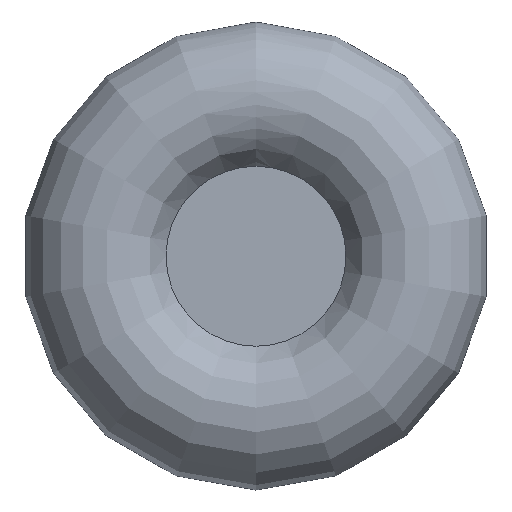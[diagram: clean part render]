
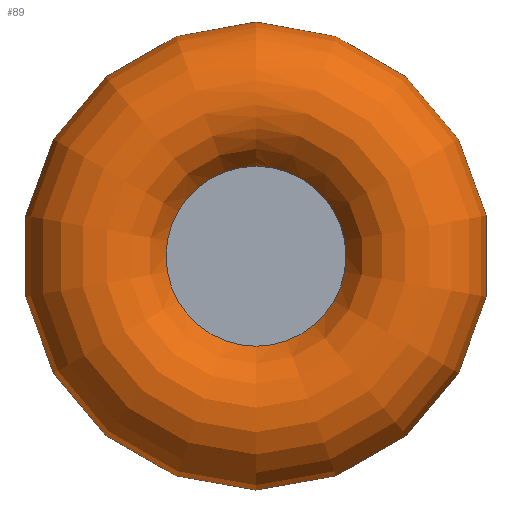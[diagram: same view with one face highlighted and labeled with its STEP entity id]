
A CAD part, left-side view. The second image highlights one B-rep face of the part: STEP entity #89.
In plain terms, the highlighted face is a revolution surface.
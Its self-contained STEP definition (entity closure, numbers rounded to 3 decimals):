
#34=SURFACE_OF_REVOLUTION('',#36,#35);
#35=AXIS1_PLACEMENT('',#617,#399);
#36=B_SPLINE_CURVE_WITH_KNOTS('',3,(#531,#532,#533,#534,#535,#536,#537,
#538,#539,#540,#541,#542,#543,#544,#545,#546,#547,#548,#549,#550,#551,#552,
#553,#554,#555,#556,#557,#558,#559,#560,#561,#562,#563,#564,#565,#566,#567,
#568,#569,#570,#571,#572,#573,#574,#575,#576,#577,#578,#579,#580,#581,#582,
#583,#584,#585,#586,#587,#588,#589,#590,#591,#592,#593,#594,#595,#596,#597,
#598,#599,#600,#601,#602,#603,#604,#605,#606,#607,#608,#609,#610,#611,#612,
#613,#614,#615,#616),.UNSPECIFIED.,.T.,.F.,(2,2,2,2,2,2,2,2,2,2,2,2,2,2,
2,2,2,2,1,2,2,2,2,2,2,2,2,2,2,2,2,2,2,2,1,2,2,2,2,2,2,2,2,2,2,2),(-0.031,
0.,0.031,0.063,0.078,0.094,0.125,0.141,0.156,0.188,0.219,
0.234,0.25,0.281,0.297,0.313,0.344,0.359,0.375,0.391,0.406,
0.438,0.453,0.469,0.5,0.531,0.563,0.578,0.594,0.625,0.656,
0.688,0.719,0.734,0.75,0.766,0.781,0.813,0.844,0.875,0.891,
0.906,0.938,0.969,1.,1.031),.UNSPECIFIED.);
#89=ADVANCED_FACE('',(#124,#125),#34,.T.);
#124=FACE_BOUND('',#168,.T.);
#125=FACE_BOUND('',#169,.T.);
#168=EDGE_LOOP('',(#214));
#169=EDGE_LOOP('',(#215));
#214=ORIENTED_EDGE('',*,*,#274,.F.);
#215=ORIENTED_EDGE('',*,*,#273,.T.);
#250=VERTEX_POINT('',#527);
#251=VERTEX_POINT('',#530);
#273=EDGE_CURVE('',#250,#250,#296,.T.);
#274=EDGE_CURVE('',#251,#251,#297,.T.);
#296=CIRCLE('',#328,19.315);
#297=CIRCLE('',#330,7.657);
#328=AXIS2_PLACEMENT_3D('',#526,#393,#394);
#330=AXIS2_PLACEMENT_3D('',#529,#397,#398);
#393=DIRECTION('',(-1.,0.,0.));
#394=DIRECTION('',(0.,0.,1.));
#397=DIRECTION('',(-1.,0.,0.));
#398=DIRECTION('',(0.,0.,1.));
#399=DIRECTION('',(-1.,0.,0.));
#526=CARTESIAN_POINT('',(10.848,0.,0.));
#527=CARTESIAN_POINT('',(10.848,0.,19.315));
#529=CARTESIAN_POINT('',(5.,0.,0.));
#530=CARTESIAN_POINT('',(5.,0.,7.657));
#531=CARTESIAN_POINT('',(7.565,7.024,0.));
#532=CARTESIAN_POINT('',(8.435,7.024,0.));
#533=CARTESIAN_POINT('',(8.868,7.061,0.));
#534=CARTESIAN_POINT('',(9.725,7.211,0.));
#535=CARTESIAN_POINT('',(10.144,7.323,0.));
#536=CARTESIAN_POINT('',(10.751,7.547,0.));
#537=CARTESIAN_POINT('',(10.95,7.63,0.));
#538=CARTESIAN_POINT('',(11.34,7.818,0.));
#539=CARTESIAN_POINT('',(11.533,7.922,0.));
#540=CARTESIAN_POINT('',(12.089,8.259,0.));
#541=CARTESIAN_POINT('',(12.433,8.518,0.));
#542=CARTESIAN_POINT('',(12.908,8.958,0.));
#543=CARTESIAN_POINT('',(13.061,9.115,0.));
#544=CARTESIAN_POINT('',(13.347,9.442,0.));
#545=CARTESIAN_POINT('',(13.48,9.612,0.));
#546=CARTESIAN_POINT('',(13.852,10.14,0.));
#547=CARTESIAN_POINT('',(14.062,10.517,0.));
#548=CARTESIAN_POINT('',(14.403,11.32,0.));
#549=CARTESIAN_POINT('',(14.528,11.733,0.));
#550=CARTESIAN_POINT('',(14.651,12.366,0.));
#551=CARTESIAN_POINT('',(14.681,12.579,0.));
#552=CARTESIAN_POINT('',(14.719,13.012,0.));
#553=CARTESIAN_POINT('',(14.727,13.231,0.));
#554=CARTESIAN_POINT('',(14.717,13.879,0.));
#555=CARTESIAN_POINT('',(14.667,14.305,0.));
#556=CARTESIAN_POINT('',(14.527,14.938,0.));
#557=CARTESIAN_POINT('',(14.47,15.148,0.));
#558=CARTESIAN_POINT('',(14.334,15.561,0.));
#559=CARTESIAN_POINT('',(14.256,15.763,0.));
#560=CARTESIAN_POINT('',(13.995,16.353,0.));
#561=CARTESIAN_POINT('',(13.783,16.727,0.));
#562=CARTESIAN_POINT('',(13.408,17.26,0.));
#563=CARTESIAN_POINT('',(13.273,17.432,0.));
#564=CARTESIAN_POINT('',(12.992,17.759,0.));
#565=CARTESIAN_POINT('',(12.695,18.071,0.));
#566=CARTESIAN_POINT('',(12.371,18.353,0.));
#567=CARTESIAN_POINT('',(12.031,18.62,0.));
#568=CARTESIAN_POINT('',(11.854,18.747,0.));
#569=CARTESIAN_POINT('',(11.305,19.099,0.));
#570=CARTESIAN_POINT('',(10.922,19.295,0.));
#571=CARTESIAN_POINT('',(10.323,19.535,0.));
#572=CARTESIAN_POINT('',(10.119,19.605,0.));
#573=CARTESIAN_POINT('',(9.702,19.727,0.));
#574=CARTESIAN_POINT('',(9.49,19.778,0.));
#575=CARTESIAN_POINT('',(8.853,19.899,0.));
#576=CARTESIAN_POINT('',(8.425,19.94,0.));
#577=CARTESIAN_POINT('',(7.562,19.939,0.));
#578=CARTESIAN_POINT('',(7.125,19.896,0.));
#579=CARTESIAN_POINT('',(6.28,19.732,0.));
#580=CARTESIAN_POINT('',(5.867,19.611,0.));
#581=CARTESIAN_POINT('',(5.263,19.369,0.));
#582=CARTESIAN_POINT('',(5.064,19.278,0.));
#583=CARTESIAN_POINT('',(4.68,19.079,0.));
#584=CARTESIAN_POINT('',(4.494,18.971,0.));
#585=CARTESIAN_POINT('',(3.952,18.621,0.));
#586=CARTESIAN_POINT('',(3.612,18.352,0.));
#587=CARTESIAN_POINT('',(2.985,17.749,0.));
#588=CARTESIAN_POINT('',(2.705,17.422,0.));
#589=CARTESIAN_POINT('',(2.211,16.716,0.));
#590=CARTESIAN_POINT('',(1.995,16.333,0.));
#591=CARTESIAN_POINT('',(1.648,15.542,0.));
#592=CARTESIAN_POINT('',(1.515,15.133,0.));
#593=CARTESIAN_POINT('',(1.376,14.498,0.));
#594=CARTESIAN_POINT('',(1.34,14.282,0.));
#595=CARTESIAN_POINT('',(1.292,13.852,0.));
#596=CARTESIAN_POINT('',(1.265,13.421,0.));
#597=CARTESIAN_POINT('',(1.282,12.991,0.));
#598=CARTESIAN_POINT('',(1.321,12.561,0.));
#599=CARTESIAN_POINT('',(1.353,12.344,0.));
#600=CARTESIAN_POINT('',(1.479,11.705,0.));
#601=CARTESIAN_POINT('',(1.607,11.294,0.));
#602=CARTESIAN_POINT('',(1.947,10.501,0.));
#603=CARTESIAN_POINT('',(2.162,10.117,0.));
#604=CARTESIAN_POINT('',(2.66,9.416,0.));
#605=CARTESIAN_POINT('',(2.944,9.093,0.));
#606=CARTESIAN_POINT('',(3.422,8.653,0.));
#607=CARTESIAN_POINT('',(3.591,8.513,0.));
#608=CARTESIAN_POINT('',(3.937,8.254,0.));
#609=CARTESIAN_POINT('',(4.115,8.135,0.));
#610=CARTESIAN_POINT('',(4.666,7.803,0.));
#611=CARTESIAN_POINT('',(5.054,7.618,0.));
#612=CARTESIAN_POINT('',(5.869,7.319,0.));
#613=CARTESIAN_POINT('',(6.289,7.208,0.));
#614=CARTESIAN_POINT('',(7.135,7.061,0.));
#615=CARTESIAN_POINT('',(7.565,7.024,0.));
#616=CARTESIAN_POINT('',(8.435,7.024,0.));
#617=CARTESIAN_POINT('',(0.,0.,0.));
